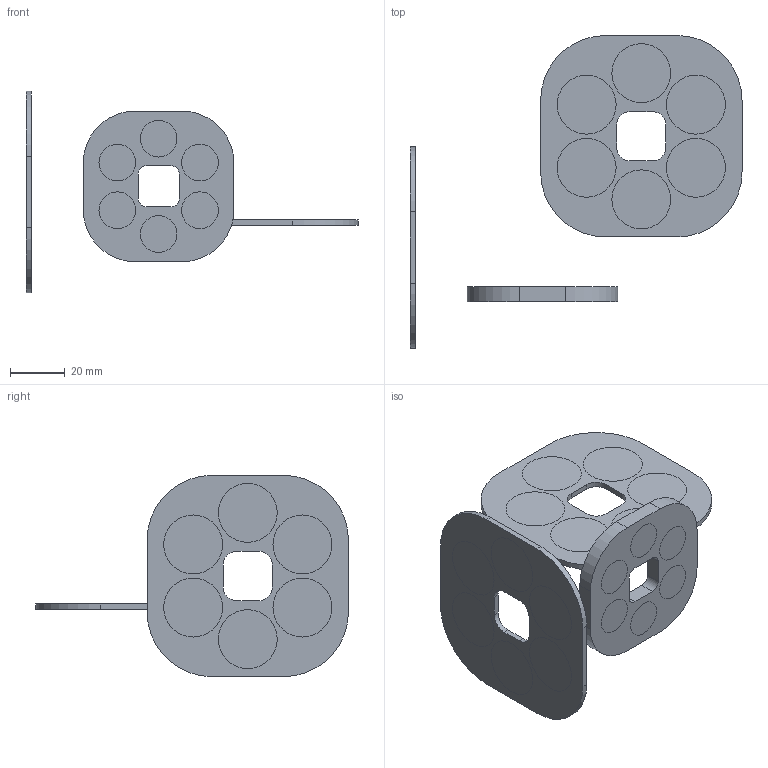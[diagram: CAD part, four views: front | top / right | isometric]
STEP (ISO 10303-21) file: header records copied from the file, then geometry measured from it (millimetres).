
FILE_DESCRIPTION(/* description */ (''),/* implementation_level */ '2;1');
FILE_NAME(/* name */ 'Cu_Coils_EM v8.step',/* time_stamp */ '2021-05-20T07:33:00+09:00',/* author */ (''),/* organization */ (''),/* preprocessor_version */ 'ST-DEVELOPER v18.1',/* originating_system */ 'Autodesk Translation Framework v10.6.0.1341',/* authorisation */ '');
FILE_SCHEMA (('AUTOMOTIVE_DESIGN { 1 0 10303 214 3 1 1 }'));
Length unit declared in the file: millimetre
Products named in the file (3): Cu_Coils_EM; Cu_Coils_EM_Ideal74x74-3.4Coil; Cu_Coils_EM_Ideal57x57-5.5Coil
Assembly tree (3 placements, depth 2):
  Cu_Coils_EM
    Cu_Coils_EM_Ideal74x74-3.4Coil  x2
    Cu_Coils_EM_Ideal57x57-5.5Coil
Bounding box: 121.15 x 114.2 x 73.5 mm (x, y, z)
Volume: 19873.7 mm3; surface area: 39259.7 mm2
Topology: 3 solids, 21 shells, 108 faces, 198 edges, 132 vertices
Faces by surface type: plane 66, cylinder 42
Full cylindrical faces by diameter (mm): 13.4 x6, 21.5 x12
Entity records: 1876 total; most frequent: DIRECTION 344, CARTESIAN_POINT 298, ORIENTED_EDGE 264, AXIS2_PLACEMENT_3D 134, EDGE_CURVE 132, VERTEX_POINT 88, LINE 76, VECTOR 76
